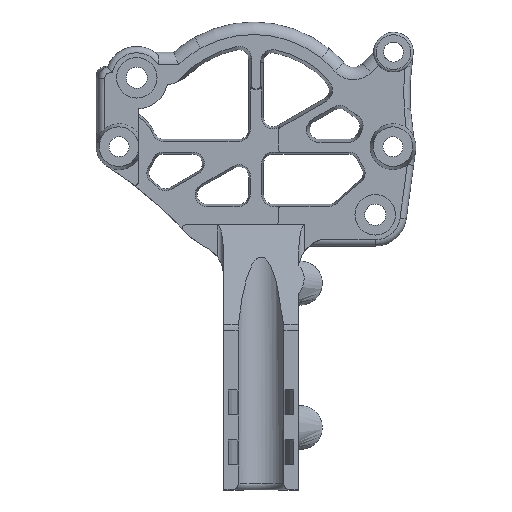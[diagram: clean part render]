
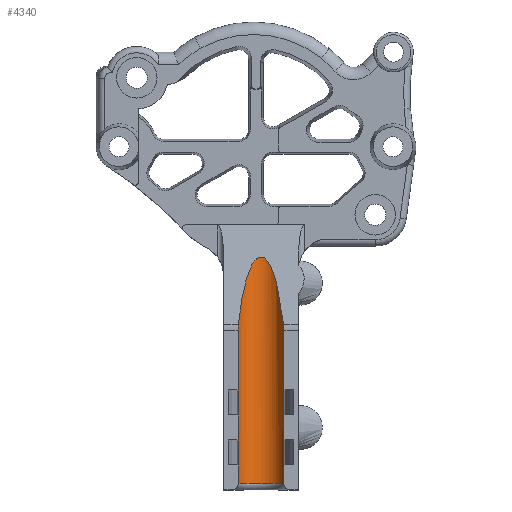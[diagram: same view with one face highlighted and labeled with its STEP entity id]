
A CAD part, top view. The second image highlights one B-rep face of the part: STEP entity #4340.
In plain terms, the highlighted cylindrical face has radius 4 mm (diameter 8 mm), a partial arc.
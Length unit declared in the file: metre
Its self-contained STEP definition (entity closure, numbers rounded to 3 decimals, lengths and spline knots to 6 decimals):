
#119=CYLINDRICAL_SURFACE('',#4708,0.004);
#178=ELLIPSE('',#4526,0.019199,0.004);
#293=CIRCLE('',#4709,0.004);
#555=LINE('',#6872,#887);
#562=LINE('',#6895,#894);
#571=LINE('',#6920,#903);
#576=LINE('',#6934,#908);
#587=LINE('',#7196,#919);
#588=LINE('',#7197,#920);
#589=LINE('',#7198,#921);
#590=LINE('',#7209,#922);
#591=LINE('',#7210,#923);
#592=LINE('',#7211,#924);
#887=VECTOR('',#5457,1.);
#894=VECTOR('',#5480,1.);
#903=VECTOR('',#5505,1.);
#908=VECTOR('',#5520,1.);
#919=VECTOR('',#5555,1.);
#920=VECTOR('',#5556,1.);
#921=VECTOR('',#5557,1.);
#922=VECTOR('',#5558,1.);
#923=VECTOR('',#5559,1.);
#924=VECTOR('',#5560,1.);
#1471=ORIENTED_EDGE('',*,*,#2704,.T.);
#1472=ORIENTED_EDGE('',*,*,#2705,.T.);
#1473=ORIENTED_EDGE('',*,*,#2640,.T.);
#1474=ORIENTED_EDGE('',*,*,#2706,.T.);
#1475=ORIENTED_EDGE('',*,*,#2664,.T.);
#1476=ORIENTED_EDGE('',*,*,#2707,.T.);
#1477=ORIENTED_EDGE('',*,*,#2708,.T.);
#1478=ORIENTED_EDGE('',*,*,#2434,.T.);
#1479=ORIENTED_EDGE('',*,*,#2709,.T.);
#1480=ORIENTED_EDGE('',*,*,#2710,.T.);
#1481=ORIENTED_EDGE('',*,*,#2671,.T.);
#1482=ORIENTED_EDGE('',*,*,#2711,.T.);
#1483=ORIENTED_EDGE('',*,*,#2651,.T.);
#1484=ORIENTED_EDGE('',*,*,#2712,.T.);
#2434=EDGE_CURVE('',#3094,#3093,#178,.T.);
#2640=EDGE_CURVE('',#3238,#3236,#555,.T.);
#2651=EDGE_CURVE('',#3244,#3249,#562,.T.);
#2664=EDGE_CURVE('',#3257,#3252,#571,.T.);
#2671=EDGE_CURVE('',#3262,#3261,#576,.T.);
#2704=EDGE_CURVE('',#3286,#3287,#293,.T.);
#2705=EDGE_CURVE('',#3287,#3238,#587,.T.);
#2706=EDGE_CURVE('',#3236,#3257,#588,.T.);
#2707=EDGE_CURVE('',#3252,#3288,#589,.T.);
#2708=EDGE_CURVE('',#3288,#3094,#3527,.T.);
#2709=EDGE_CURVE('',#3093,#3289,#3528,.T.);
#2710=EDGE_CURVE('',#3289,#3262,#590,.T.);
#2711=EDGE_CURVE('',#3261,#3244,#591,.T.);
#2712=EDGE_CURVE('',#3249,#3286,#592,.T.);
#3093=VERTEX_POINT('',#6412);
#3094=VERTEX_POINT('',#6414);
#3236=VERTEX_POINT('',#6857);
#3238=VERTEX_POINT('',#6863);
#3244=VERTEX_POINT('',#6881);
#3249=VERTEX_POINT('',#6892);
#3252=VERTEX_POINT('',#6905);
#3257=VERTEX_POINT('',#6916);
#3261=VERTEX_POINT('',#6931);
#3262=VERTEX_POINT('',#6935);
#3286=VERTEX_POINT('',#7194);
#3287=VERTEX_POINT('',#7195);
#3288=VERTEX_POINT('',#7199);
#3289=VERTEX_POINT('',#7208);
#3527=B_SPLINE_CURVE_WITH_KNOTS('',3,(#7200,#7201,#7202,#7203),
 .UNSPECIFIED.,.F.,.F.,(4,4),(0.,0.001049),
 .UNSPECIFIED.);
#3528=B_SPLINE_CURVE_WITH_KNOTS('',3,(#7204,#7205,#7206,#7207),
 .UNSPECIFIED.,.F.,.F.,(4,4),(0.,0.001049),
 .UNSPECIFIED.);
#3651=EDGE_LOOP('',(#1471,#1472,#1473,#1474,#1475,#1476,#1477,#1478,#1479,
#1480,#1481,#1482,#1483,#1484));
#3950=FACE_BOUND('',#3651,.T.);
#4340=ADVANCED_FACE('',(#3950),#119,.F.);
#4526=AXIS2_PLACEMENT_3D('',#6413,#5047,#5048);
#4708=AXIS2_PLACEMENT_3D('',#7192,#5551,#5552);
#4709=AXIS2_PLACEMENT_3D('',#7193,#5553,#5554);
#5047=DIRECTION('',(0.,0.208,0.978));
#5048=DIRECTION('',(0.,0.978,-0.208));
#5457=DIRECTION('',(0.,1.,0.));
#5480=DIRECTION('',(0.,-1.,0.));
#5505=DIRECTION('',(0.,1.,0.));
#5520=DIRECTION('',(0.,-1.,0.));
#5551=DIRECTION('',(0.,-1.,0.));
#5552=DIRECTION('',(-1.,0.,0.));
#5553=DIRECTION('',(0.,-1.,0.));
#5554=DIRECTION('',(0.,0.,-1.));
#5555=DIRECTION('',(0.,1.,0.));
#5556=DIRECTION('',(0.,1.,0.));
#5557=DIRECTION('',(0.,1.,0.));
#5558=DIRECTION('',(0.,-1.,0.));
#5559=DIRECTION('',(0.,-1.,0.));
#5560=DIRECTION('',(0.,-1.,0.));
#6412=CARTESIAN_POINT('',(0.117336,0.001099,0.092607));
#6413=CARTESIAN_POINT('',(0.120952,-0.006927,0.094316));
#6414=CARTESIAN_POINT('',(0.124568,0.001099,0.092607));
#6857=CARTESIAN_POINT('',(0.124618,-0.017416,0.092716));
#6863=CARTESIAN_POINT('',(0.124618,-0.021416,0.092716));
#6872=CARTESIAN_POINT('',(0.124618,-0.025416,0.092716));
#6881=CARTESIAN_POINT('',(0.117286,-0.017416,0.092716));
#6892=CARTESIAN_POINT('',(0.117286,-0.021416,0.092716));
#6895=CARTESIAN_POINT('',(0.117286,-0.025416,0.092716));
#6905=CARTESIAN_POINT('',(0.124618,-0.009416,0.092716));
#6916=CARTESIAN_POINT('',(0.124618,-0.013416,0.092716));
#6920=CARTESIAN_POINT('',(0.124618,-0.025416,0.092716));
#6931=CARTESIAN_POINT('',(0.117286,-0.013416,0.092716));
#6934=CARTESIAN_POINT('',(0.117286,-0.025416,0.092716));
#6935=CARTESIAN_POINT('',(0.117286,-0.009416,0.092716));
#7192=CARTESIAN_POINT('',(0.120952,-0.025416,0.094316));
#7193=CARTESIAN_POINT('',(0.120952,-0.024416,0.094316));
#7194=CARTESIAN_POINT('',(0.117286,-0.024416,0.092716));
#7195=CARTESIAN_POINT('',(0.124618,-0.024416,0.092716));
#7196=CARTESIAN_POINT('',(0.124618,-0.025416,0.092716));
#7197=CARTESIAN_POINT('',(0.124618,-0.025416,0.092716));
#7198=CARTESIAN_POINT('',(0.124618,-0.025416,0.092716));
#7199=CARTESIAN_POINT('',(0.124618,0.000058,0.092716));
#7200=CARTESIAN_POINT('',(0.124618,0.000058,0.092716));
#7201=CARTESIAN_POINT('',(0.124618,0.000409,0.092716));
#7202=CARTESIAN_POINT('',(0.124602,0.000757,0.09268));
#7203=CARTESIAN_POINT('',(0.124568,0.001099,0.092607));
#7204=CARTESIAN_POINT('',(0.117336,0.001099,0.092607));
#7205=CARTESIAN_POINT('',(0.117301,0.000757,0.09268));
#7206=CARTESIAN_POINT('',(0.117286,0.000409,0.092716));
#7207=CARTESIAN_POINT('',(0.117286,0.000058,0.092716));
#7208=CARTESIAN_POINT('',(0.117286,0.000058,0.092716));
#7209=CARTESIAN_POINT('',(0.117286,-0.025416,0.092716));
#7210=CARTESIAN_POINT('',(0.117286,-0.025416,0.092716));
#7211=CARTESIAN_POINT('',(0.117286,-0.025416,0.092716));
